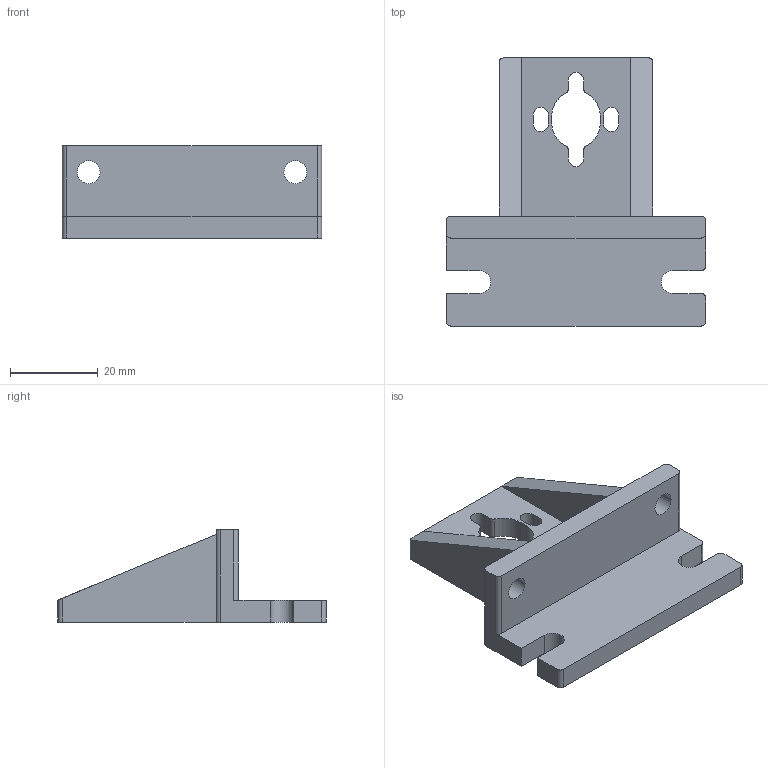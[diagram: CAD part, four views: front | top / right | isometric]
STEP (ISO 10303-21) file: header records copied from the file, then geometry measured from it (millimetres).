
FILE_DESCRIPTION((''),'2;1');
FILE_NAME('Z_NUT_BRAKET_1_0','2023-02-15T17:17:44',('matteo.grassi'),(''),'CREO PARAMETRIC BY PTC INC, 2018020','CREO PARAMETRIC BY PTC INC, 2018020','');
FILE_SCHEMA(('AUTOMOTIVE_DESIGN { 1 0 10303 214 1 1 1 1 }'));
Length unit declared in the file: millimetre
Products named in the file (1): Z_NUT_BRAKET_1_0
Bounding box: 59 x 61 x 21 mm (x, y, z)
Volume: 19472.3 mm3; surface area: 9747.4 mm2
Topology: 1 solids, 1 shells, 66 faces, 218 edges, 154 vertices
Faces by surface type: cylinder 34, plane 32
Entity records: 3305 total; most frequent: CARTESIAN_POINT 449, DIRECTION 440, ORIENTED_EDGE 436, PRESENTATION_STYLE_ASSIGNMENT 219, STYLED_ITEM 219, CURVE_STYLE 218, EDGE_CURVE 218, AXIS2_PLACEMENT_3D 159
